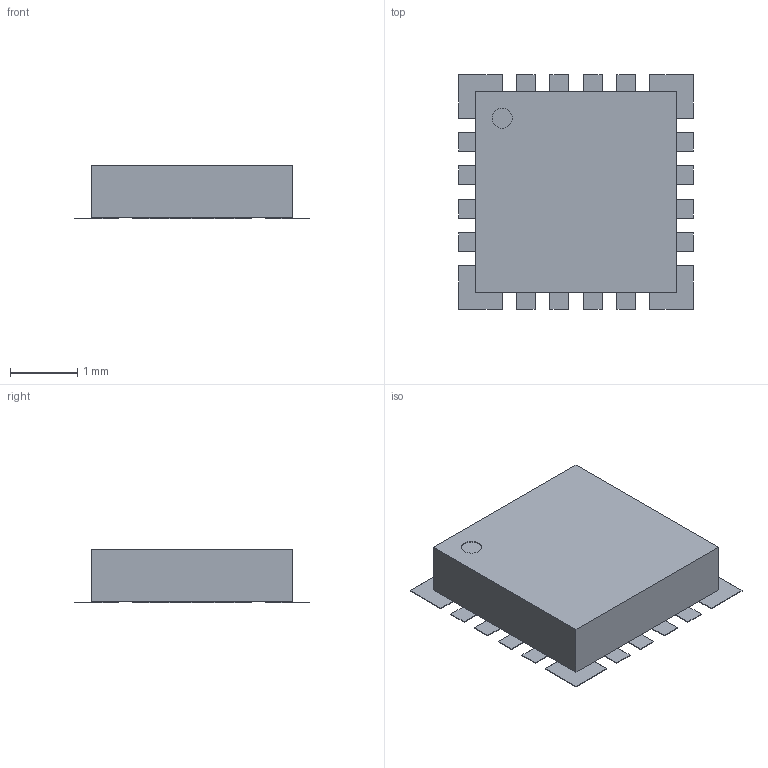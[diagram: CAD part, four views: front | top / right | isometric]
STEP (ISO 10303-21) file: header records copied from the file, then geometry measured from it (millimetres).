
FILE_DESCRIPTION(/* description */ (''),/* implementation_level */ '2;1');
FILE_NAME(/* name */ 'QFN020Q_P050_0030_T018X018.stp',/* time_stamp */ '2023-11-01T20:45:50+03:00',/* author */ (''),/* organization */ (''),/* preprocessor_version */ 'ST-DEVELOPER v16.7',/* originating_system */ 'SIEMENS PLM Software NX 12.0',/* authorisation */ '');
FILE_SCHEMA (('AUTOMOTIVE_DESIGN { 1 0 10303 214 3 1 1 1 }'));
Length unit declared in the file: millimetre
Products named in the file (1): QFN020Q_P050_0030_T018X018
Bounding box: 3.5 x 3.5 x 0.8 mm (x, y, z)
Volume: 7.1 mm3; surface area: 33.7 mm2
Topology: 1 solids, 1 shells, 198 faces, 510 edges, 340 vertices
Faces by surface type: plane 196, cylinder 2
Entity records: 7298 total; most frequent: CARTESIAN_POINT 1049, ORIENTED_EDGE 1020, DIRECTION 912, EDGE_CURVE 510, LINE 506, VECTOR 506, VERTEX_POINT 340, EDGE_LOOP 224
